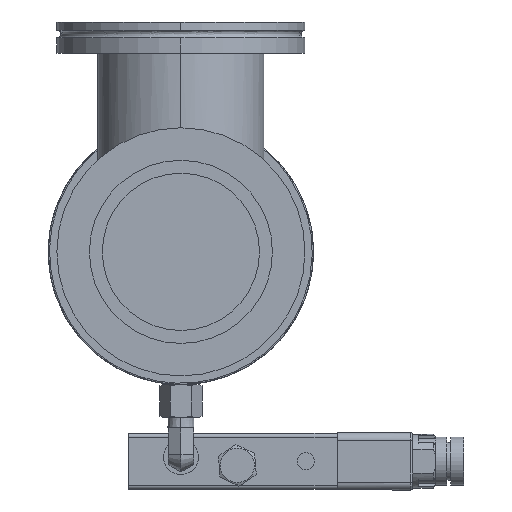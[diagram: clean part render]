
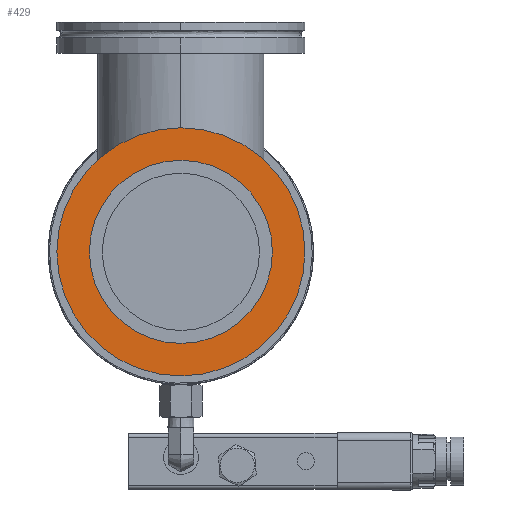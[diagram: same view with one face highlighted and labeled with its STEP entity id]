
A CAD part, left-side view. The second image highlights one B-rep face of the part: STEP entity #429.
In plain terms, the highlighted planar face has unit normal (-1, 0, 0).
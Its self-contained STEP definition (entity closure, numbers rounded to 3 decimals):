
#65 = VERTEX_POINT ( 'NONE', #10319 ) ;
#429 = ADVANCED_FACE ( 'NONE', ( #2252, #15024 ), #14906, .T. ) ;
#550 = EDGE_LOOP ( 'NONE', ( #15279, #1758 ) ) ;
#1284 = ORIENTED_EDGE ( 'NONE', *, *, #13181, .T. ) ;
#1758 = ORIENTED_EDGE ( 'NONE', *, *, #8056, .F. ) ;
#2252 = FACE_BOUND ( 'NONE', #14935, .T. ) ;
#3183 = AXIS2_PLACEMENT_3D ( 'NONE', #6403, #7885, #15420 ) ;
#4314 = DIRECTION ( 'NONE',  ( 0., 0., -1. ) ) ;
#4803 = DIRECTION ( 'NONE',  ( -1., 0., 0. ) ) ;
#4848 = DIRECTION ( 'NONE',  ( 1., 0., 0. ) ) ;
#5351 = AXIS2_PLACEMENT_3D ( 'NONE', #14956, #4803, #11157 ) ;
#5473 = CIRCLE ( 'NONE', #8594, 47.5 ) ;
#6283 = CARTESIAN_POINT ( 'NONE',  ( -88., 0., 35.05 ) ) ;
#6403 = CARTESIAN_POINT ( 'NONE',  ( -88., 0., 0. ) ) ;
#7746 = AXIS2_PLACEMENT_3D ( 'NONE', #11959, #14626, #4314 ) ;
#7885 = DIRECTION ( 'NONE',  ( 1., 0., 0. ) ) ;
#8056 = EDGE_CURVE ( 'NONE', #8186, #12337, #16163, .T. ) ;
#8186 = VERTEX_POINT ( 'NONE', #15632 ) ;
#8594 = AXIS2_PLACEMENT_3D ( 'NONE', #9845, #4848, #16408 ) ;
#9731 = CARTESIAN_POINT ( 'NONE',  ( -88., 0., 0. ) ) ;
#9845 = CARTESIAN_POINT ( 'NONE',  ( -88., 0., 0. ) ) ;
#10319 = CARTESIAN_POINT ( 'NONE',  ( -88., 0., -35.05 ) ) ;
#11157 = DIRECTION ( 'NONE',  ( 0., 0., 1. ) ) ;
#11959 = CARTESIAN_POINT ( 'NONE',  ( -88., 0., 0. ) ) ;
#12306 = DIRECTION ( 'NONE',  ( 1., 0., 0. ) ) ;
#12337 = VERTEX_POINT ( 'NONE', #13574 ) ;
#12857 = CIRCLE ( 'NONE', #7746, 35.05 ) ;
#13181 = EDGE_CURVE ( 'NONE', #65, #15395, #12857, .T. ) ;
#13433 = EDGE_CURVE ( 'NONE', #12337, #8186, #5473, .T. ) ;
#13440 = DIRECTION ( 'NONE',  ( 0., 0., -1. ) ) ;
#13574 = CARTESIAN_POINT ( 'NONE',  ( -88., 0., -47.5 ) ) ;
#14296 = CIRCLE ( 'NONE', #16321, 35.05 ) ;
#14626 = DIRECTION ( 'NONE',  ( 1., 0., 0. ) ) ;
#14906 = PLANE ( 'NONE',  #5351 ) ;
#14935 = EDGE_LOOP ( 'NONE', ( #1284, #15475 ) ) ;
#14956 = CARTESIAN_POINT ( 'NONE',  ( -88., 47.5, 0. ) ) ;
#15024 = FACE_OUTER_BOUND ( 'NONE', #550, .T. ) ;
#15279 = ORIENTED_EDGE ( 'NONE', *, *, #13433, .F. ) ;
#15395 = VERTEX_POINT ( 'NONE', #6283 ) ;
#15420 = DIRECTION ( 'NONE',  ( 0., 0., -1. ) ) ;
#15475 = ORIENTED_EDGE ( 'NONE', *, *, #16194, .T. ) ;
#15632 = CARTESIAN_POINT ( 'NONE',  ( -88., 0., 47.5 ) ) ;
#16163 = CIRCLE ( 'NONE', #3183, 47.5 ) ;
#16194 = EDGE_CURVE ( 'NONE', #15395, #65, #14296, .T. ) ;
#16321 = AXIS2_PLACEMENT_3D ( 'NONE', #9731, #12306, #13440 ) ;
#16408 = DIRECTION ( 'NONE',  ( 0., 0., -1. ) ) ;
